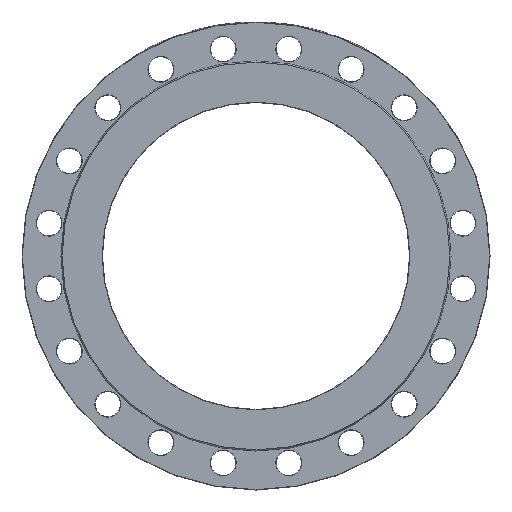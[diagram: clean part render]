
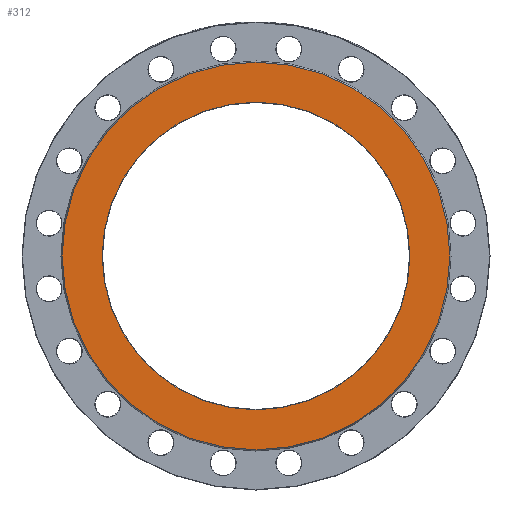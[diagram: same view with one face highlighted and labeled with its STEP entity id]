
A CAD part, left-side view. The second image highlights one B-rep face of the part: STEP entity #312.
In plain terms, the highlighted planar face has unit normal (-1, 0, 0).
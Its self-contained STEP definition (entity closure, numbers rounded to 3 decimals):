
#312 = ADVANCED_FACE ( 'NONE', ( #7295, #2327 ), #1554, .F. ) ;
#584 = ORIENTED_EDGE ( 'NONE', *, *, #1440, .T. ) ;
#640 = DIRECTION ( 'NONE',  ( 1., 0., 0. ) ) ;
#989 = VERTEX_POINT ( 'NONE', #7592 ) ;
#1147 = EDGE_LOOP ( 'NONE', ( #584 ) ) ;
#1356 = CARTESIAN_POINT ( 'NONE',  ( 0., 0., 0. ) ) ;
#1413 = EDGE_LOOP ( 'NONE', ( #8522 ) ) ;
#1440 = EDGE_CURVE ( 'NONE', #6360, #6360, #9618, .T. ) ;
#1554 = PLANE ( 'NONE',  #10685 ) ;
#2327 = FACE_OUTER_BOUND ( 'NONE', #1147, .T. ) ;
#2424 = DIRECTION ( 'NONE',  ( 0., 0., -1. ) ) ;
#2427 = DIRECTION ( 'NONE',  ( 0., 0., 1. ) ) ;
#3271 = CARTESIAN_POINT ( 'NONE',  ( 0., 0., 0. ) ) ;
#3886 = DIRECTION ( 'NONE',  ( 0., 0., -1. ) ) ;
#4190 = DIRECTION ( 'NONE',  ( -1., 0., 0. ) ) ;
#4388 = AXIS2_PLACEMENT_3D ( 'NONE', #1356, #8898, #3886 ) ;
#4945 = CARTESIAN_POINT ( 'NONE',  ( 0., 219.7, 0. ) ) ;
#5347 = EDGE_CURVE ( 'NONE', #989, #989, #9704, .T. ) ;
#6360 = VERTEX_POINT ( 'NONE', #6564 ) ;
#6564 = CARTESIAN_POINT ( 'NONE',  ( 0., 0., 277.5 ) ) ;
#7295 = FACE_BOUND ( 'NONE', #1413, .T. ) ;
#7592 = CARTESIAN_POINT ( 'NONE',  ( 0., 0., -220.2 ) ) ;
#7712 = AXIS2_PLACEMENT_3D ( 'NONE', #3271, #4190, #2427 ) ;
#8522 = ORIENTED_EDGE ( 'NONE', *, *, #5347, .T. ) ;
#8898 = DIRECTION ( 'NONE',  ( 1., 0., 0. ) ) ;
#9618 = CIRCLE ( 'NONE', #7712, 277.5 ) ;
#9704 = CIRCLE ( 'NONE', #4388, 220.2 ) ;
#10685 = AXIS2_PLACEMENT_3D ( 'NONE', #4945, #640, #2424 ) ;
